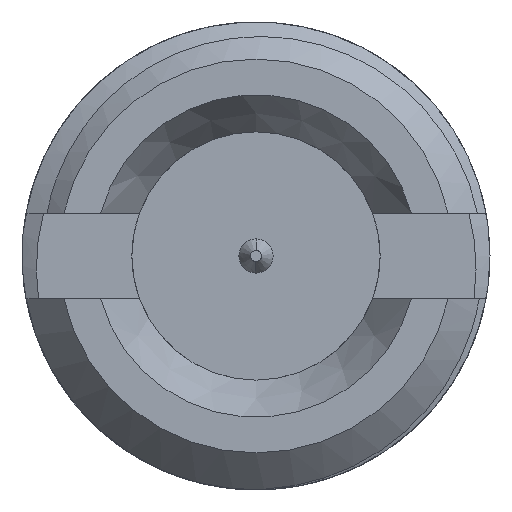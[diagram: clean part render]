
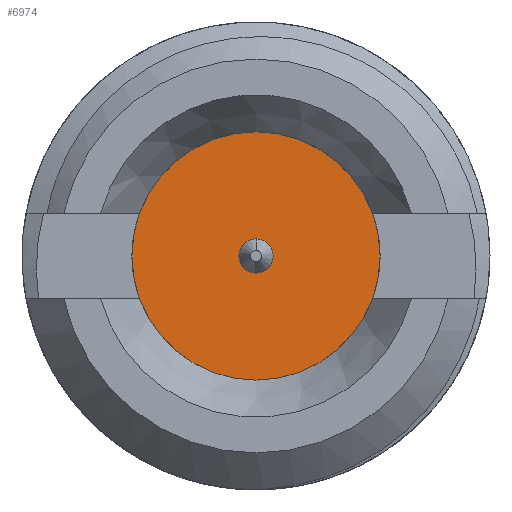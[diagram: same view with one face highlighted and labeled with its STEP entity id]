
A CAD part, left-side view. The second image highlights one B-rep face of the part: STEP entity #6974.
In plain terms, the highlighted planar face has unit normal (-1, 0, 0).
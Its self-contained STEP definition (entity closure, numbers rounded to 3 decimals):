
#2874=CARTESIAN_POINT('',(2.108,0.,0.));
#2875=DIRECTION('',(-1.,0.,0.));
#2876=DIRECTION('',(0.,1.,0.));
#2877=AXIS2_PLACEMENT_3D('',#2874,#2875,#2876);
#2879=CARTESIAN_POINT('',(2.108,0.,0.));
#2880=DIRECTION('',(1.,0.,0.));
#2881=DIRECTION('',(0.,1.,0.));
#2882=AXIS2_PLACEMENT_3D('',#2879,#2880,#2881);
#2884=CARTESIAN_POINT('',(2.108,0.,0.));
#2885=DIRECTION('',(1.,0.,0.));
#2886=DIRECTION('',(0.,0.039,-0.999));
#2887=AXIS2_PLACEMENT_3D('',#2884,#2885,#2886);
#2894=CARTESIAN_POINT('',(2.108,0.,0.));
#2895=DIRECTION('',(1.,0.,0.));
#2896=DIRECTION('',(0.,-0.039,0.999));
#2897=AXIS2_PLACEMENT_3D('',#2894,#2895,#2896);
#2930=CARTESIAN_POINT('',(2.108,1.105,0.));
#2931=CARTESIAN_POINT('',(2.108,-1.105,0.));
#2932=VERTEX_POINT('',#2930);
#2933=VERTEX_POINT('',#2931);
#3096=CARTESIAN_POINT('',(2.108,0.006,-0.152));
#3097=CARTESIAN_POINT('',(2.108,-0.006,0.152));
#3098=VERTEX_POINT('',#3096);
#3099=VERTEX_POINT('',#3097);
#6959=CARTESIAN_POINT('',(2.108,0.,0.));
#6960=DIRECTION('',(1.,0.,0.));
#6961=DIRECTION('',(0.,-1.,0.));
#6962=AXIS2_PLACEMENT_3D('',#6959,#6960,#6961);
#6963=PLANE('',#6962);
#6964=ORIENTED_EDGE('',*,*,#4212,.F.);
#6965=ORIENTED_EDGE('',*,*,#3527,.T.);
#6966=EDGE_LOOP('',(#6964,#6965));
#6967=FACE_OUTER_BOUND('',#6966,.F.);
#6969=ORIENTED_EDGE('',*,*,#6968,.F.);
#6971=ORIENTED_EDGE('',*,*,#6970,.F.);
#6972=EDGE_LOOP('',(#6969,#6971));
#6973=FACE_BOUND('',#6972,.F.);
#6974=ADVANCED_FACE('',(#6967,#6973),#6963,.F.);
#2878=CIRCLE('',#2877,1.105);
#2883=CIRCLE('',#2882,1.105);
#2888=CIRCLE('',#2887,0.152);
#2898=CIRCLE('',#2897,0.152);
#3527=EDGE_CURVE('',#2932,#2933,#2883,.T.);
#4212=EDGE_CURVE('',#2932,#2933,#2878,.T.);
#6968=EDGE_CURVE('',#3098,#3099,#2888,.T.);
#6970=EDGE_CURVE('',#3099,#3098,#2898,.T.);
